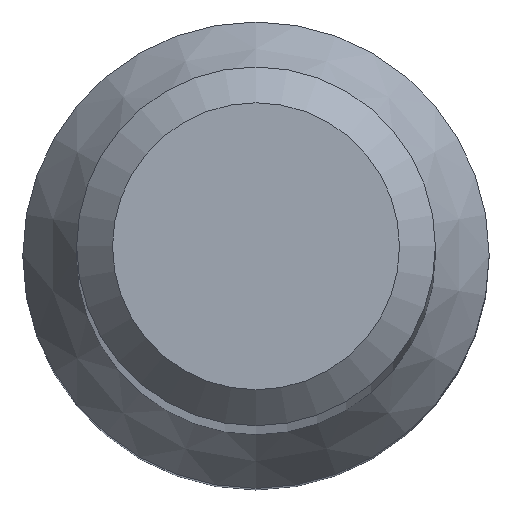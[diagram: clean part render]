
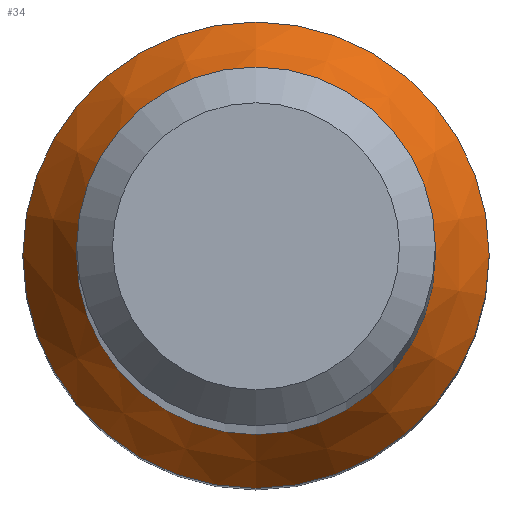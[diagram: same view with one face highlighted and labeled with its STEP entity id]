
A CAD part, top view. The second image highlights one B-rep face of the part: STEP entity #34.
In plain terms, the highlighted conical face has half-angle 30 degrees and reference radius 3.9 mm.
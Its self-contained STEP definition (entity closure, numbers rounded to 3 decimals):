
#7 = DIRECTION ( 'NONE',  ( 0., 0., -1. ) ) ;
#9 = CARTESIAN_POINT ( 'NONE',  ( 0., 3.9, 16. ) ) ;
#10 = CARTESIAN_POINT ( 'NONE',  ( 0., 0., 16. ) ) ;
#11 = EDGE_CURVE ( 'NONE', #83, #83, #194, .T. ) ;
#12 = AXIS2_PLACEMENT_3D ( 'NONE', #229, #192, #99 ) ;
#14 = DIRECTION ( 'NONE',  ( 0., 0., -1. ) ) ;
#23 = AXIS2_PLACEMENT_3D ( 'NONE', #10, #14, #233 ) ;
#30 = FACE_OUTER_BOUND ( 'NONE', #78, .T. ) ;
#34 = ADVANCED_FACE ( 'NONE', ( #166, #30 ), #86, .T. ) ;
#65 = CARTESIAN_POINT ( 'NONE',  ( 0., 3., 17.559 ) ) ;
#77 = ORIENTED_EDGE ( 'NONE', *, *, #96, .F. ) ;
#78 = EDGE_LOOP ( 'NONE', ( #77 ) ) ;
#83 = VERTEX_POINT ( 'NONE', #65 ) ;
#86 = CONICAL_SURFACE ( 'NONE', #12, 3.9, 0.524 ) ;
#95 = CIRCLE ( 'NONE', #23, 3.9 ) ;
#96 = EDGE_CURVE ( 'NONE', #133, #133, #95, .T. ) ;
#99 = DIRECTION ( 'NONE',  ( 0., 1., 0. ) ) ;
#133 = VERTEX_POINT ( 'NONE', #9 ) ;
#166 = FACE_BOUND ( 'NONE', #185, .T. ) ;
#168 = ORIENTED_EDGE ( 'NONE', *, *, #11, .T. ) ;
#169 = DIRECTION ( 'NONE',  ( 0., 1., 0. ) ) ;
#185 = EDGE_LOOP ( 'NONE', ( #168 ) ) ;
#187 = AXIS2_PLACEMENT_3D ( 'NONE', #228, #7, #169 ) ;
#192 = DIRECTION ( 'NONE',  ( 0., 0., -1. ) ) ;
#194 = CIRCLE ( 'NONE', #187, 3. ) ;
#228 = CARTESIAN_POINT ( 'NONE',  ( 0., 0., 17.559 ) ) ;
#229 = CARTESIAN_POINT ( 'NONE',  ( 0., 0., 16. ) ) ;
#233 = DIRECTION ( 'NONE',  ( 0., 1., 0. ) ) ;
